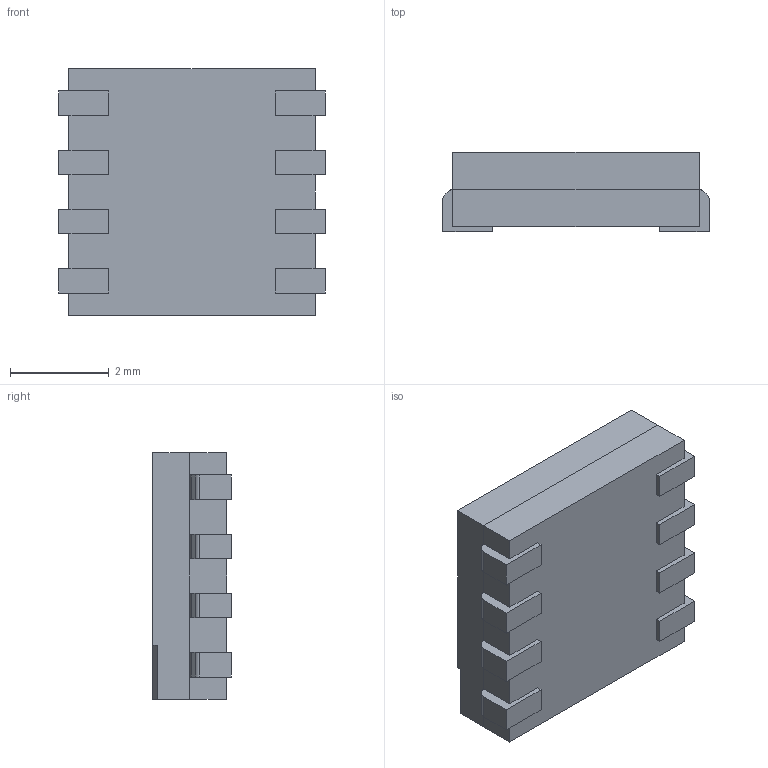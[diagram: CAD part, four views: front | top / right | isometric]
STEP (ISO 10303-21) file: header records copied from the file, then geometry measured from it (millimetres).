
FILE_DESCRIPTION (( 'STEP AP214' ), '1' );
FILE_NAME ('OSFW4BS8C1A.STEP', '2023-11-27T14:42:20', ( 'LENOVO' ), ( '' ), 'SwSTEP 2.0', 'SolidWorks 2021', '' );
FILE_SCHEMA (( 'AUTOMOTIVE_DESIGN' ));
Length unit declared in the file: millimetre
Products named in the file (1): OSFW4BS8C1A
Bounding box: 5.4 x 1.6 x 5 mm (x, y, z)
Volume: 38.4 mm3; surface area: 194.1 mm2
Topology: 11 solids, 11 shells, 109 faces, 258 edges, 172 vertices
Faces by surface type: plane 89, cylinder 20
Entity records: 3236 total; most frequent: CARTESIAN_POINT 540, DIRECTION 518, ORIENTED_EDGE 516, EDGE_CURVE 258, LINE 218, VECTOR 218, VERTEX_POINT 172, AXIS2_PLACEMENT_3D 150
